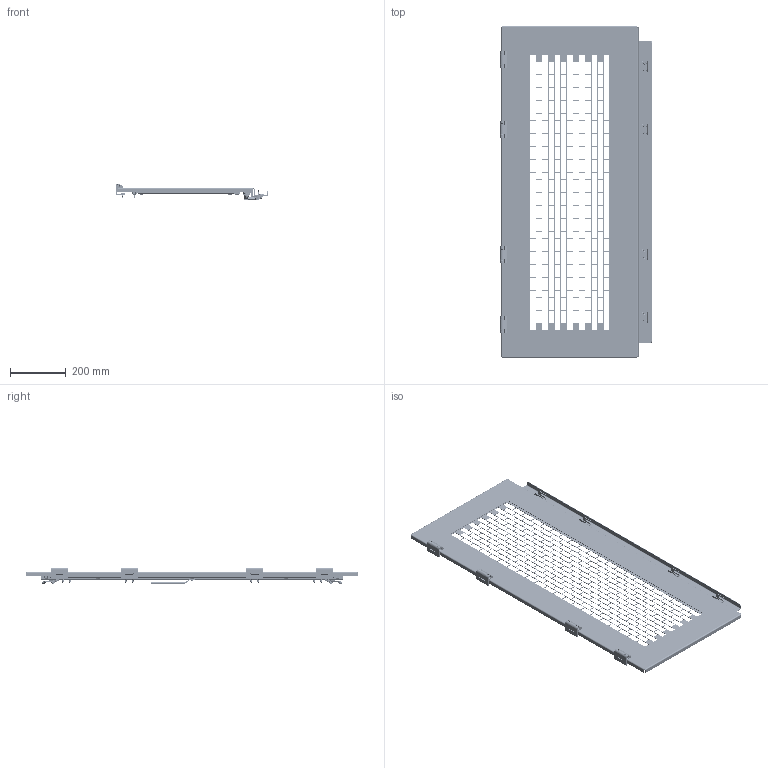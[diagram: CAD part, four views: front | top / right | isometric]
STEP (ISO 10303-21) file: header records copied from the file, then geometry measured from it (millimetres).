
FILE_DESCRIPTION (( 'STEP AP214' ), '1' );
FILE_NAME ('626.512.STEP', '2024-09-19T06:43:00', ( '' ), ( '' ), 'SwSTEP 2.0', 'SolidWorks 2021', '' );
FILE_SCHEMA (( 'AUTOMOTIVE_DESIGN' ));
Length unit declared in the file: millimetre
Products named in the file (28): Âèíò Ì5õ10 ìåáåëüíûé; Øïèëüêà ïðèâàðíàÿ Ì8õ16; CL213-3.; Ãàéêà DIN934- Ì8-Zn; Òÿãà TS-002 H1200; Äâåðíîå ïîëîòíî äîï. ñò. ÌÊ-20 W500H1200; ﾇ璋襃 TS-002; Äâåðíîé ïðîôèëü ïð. ÌÊ 20 Í1200; 鎗鵻罻; ﾇ瑟鶴 TS-002; 626.512; Ïðîêëàäêà W500H1200; Ãàéêà Ì6 äëÿ øïèëüêè; 嵑謺麃 1; Óãîëîê äâåðíîé; 嵑謺麃 CL213-3.2; Øïèëüêà ïðèâàðíàÿ Ì6õ35; 项蜞轫铋 忤眚 DIN 7991 󊬱6; Ãàéêà êîëïà÷êîâàÿ M5 DIN 1587; ﾇ瑟鶴 TS-002 H1200; Ãàñêåòèíã äîï. äâåðè W500H1200; ﾏ褞 W500H1200; 嵑謺麃 2; Âèíò Ì5õ10 ñ ïîëóêð. ãîëîâêîé; Øïèëüêà ïðèâàðíàÿ Ì6õ25; Äâåðíîé ïðîôèëü ïð. ÌÊ 20 W500; ﾇ璋襃 TS-002-2; ﾇ璋襃
Assembly tree (90 placements, depth 4):
  626.512
    Äâåðíîå ïîëîòíî äîï. ñò. ÌÊ-20 W500H1200
    Ãàñêåòèíã äîï. äâåðè W500H1200
    Äâåðíîé ïðîôèëü ïð. ÌÊ 20 W500  x2
    Äâåðíîé ïðîôèëü ïð. ÌÊ 20 Í1200  x2
    ﾇ瑟鶴 TS-002 H1200
      Òÿãà TS-002 H1200  x2
      ﾇ瑟鶴 TS-002
      ﾇ璋襃 TS-002
      ﾇ璋襃 TS-002-2
      Âèíò Ì5õ10 ñ ïîëóêð. ãîëîâêîé  x2
    ﾏ褞 W500H1200
    Ïðîêëàäêà W500H1200
    ﾇ璋襃  x4
    Âèíò Ì5õ10 ìåáåëüíûé  x8
    Ãàéêà êîëïà÷êîâàÿ M5 DIN 1587  x8
    Øïèëüêà ïðèâàðíàÿ Ì6õ25  x16
    Øïèëüêà ïðèâàðíàÿ Ì6õ35  x2
    Øïèëüêà ïðèâàðíàÿ Ì8õ16  x2
    Ãàéêà Ì6 äëÿ øïèëüêè  x16
    Ãàéêà DIN934- Ì8-Zn  x2
    Óãîëîê äâåðíîé  x4
    CL213-3.  x4
      嵑謺麃 CL213-3.2
        鎗鵻罻
        嵑謺麃 1
        嵑謺麃 2
      项蜞轫铋 忤眚 DIN 7991 󊬱6
      Âèíò Ì5õ10 ìåáåëüíûé
Bounding box: 544.4 x 1190 x 60.3 mm (x, y, z)
Volume: 1840884.1 mm3; surface area: 1992536.4 mm2
Topology: 110 solids, 110 shells, 6423 faces, 17149 edges, 10929 vertices
Faces by surface type: plane 3250, cylinder 2261, cone 540, bspline 246, torus 102, sphere 24
Entity records: 106917 total; most frequent: CARTESIAN_POINT 27202, ORIENTED_EDGE 15644, DIRECTION 14642, EDGE_CURVE 7822, LINE 5658, VECTOR 5658, VERTEX_POINT 5051, AXIS2_PLACEMENT_3D 4492
